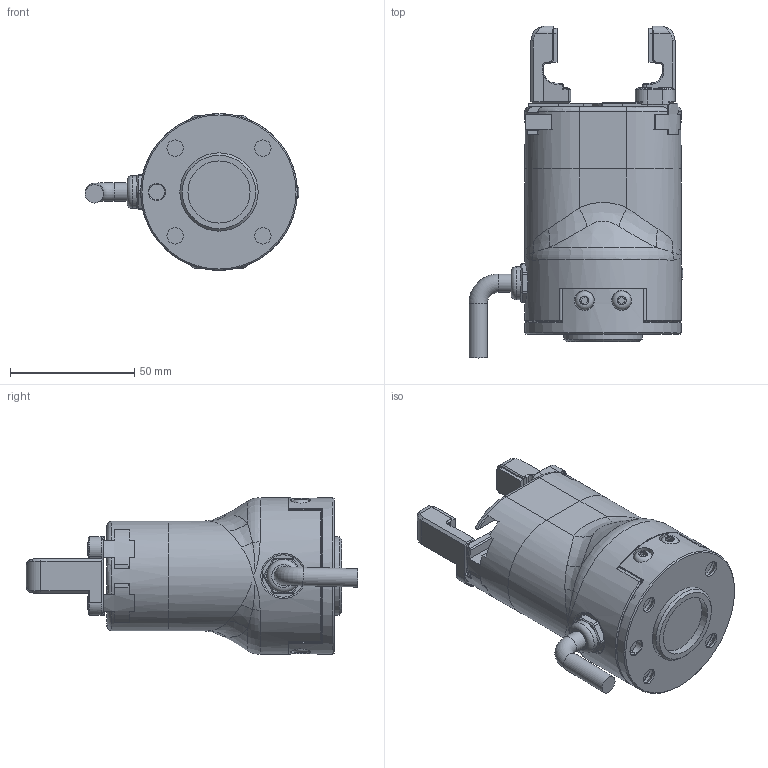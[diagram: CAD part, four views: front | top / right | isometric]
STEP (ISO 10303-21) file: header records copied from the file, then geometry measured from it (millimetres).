
FILE_DESCRIPTION (( 'STEP AP203' ), '1' );
FILE_NAME ('PGC50-20201119.STEP', '2020-11-19T09:29:32', ( '' ), ( '' ), 'SwSTEP 2.0', 'SolidWorks 2016', '' );
FILE_SCHEMA (( 'CONFIG_CONTROL_DESIGN' ));
Length unit declared in the file: millimetre
Products named in the file (9): FINGERHOLIDER;  BODY; FINGER; PGC50-20201119
Assembly tree (5 placements, depth 2):
  FINGERHOLIDER
  FINGER
  PGC50-20201119
     BODY
    FINGER  x2
    FINGERHOLIDER  x2
  FINGER
  FINGERHOLIDER
Bounding box: 86.1 x 133.59 x 63 mm (x, y, z)
Volume: 247052.2 mm3; surface area: 47847.9 mm2
Topology: 14 solids, 18 shells, 751 faces, 1772 edges, 1071 vertices
Faces by surface type: plane 373, cylinder 199, cone 116, bspline 29, torus 26, sphere 8
Full cylindrical faces by diameter (mm): 2.05 x4, 2.5 x6, 2.7 x4, 3 x10, 3.1 x4, 3.3 x4, 4 x4, 4.2 x4, 5 x5, 5.5 x4, 5.8 x4, 6.5 x4, 7.4 x3, 7.6 x4, 8 x4, 12.2 x4, 13.2 x1, 25 x1, 31.5 x1, 63 x2
Entity records: 18303 total; most frequent: CARTESIAN_POINT 5612, DIRECTION 2507, ORIENTED_EDGE 2278, EDGE_CURVE 1139, AXIS2_PLACEMENT_3D 970, VERTEX_POINT 755, EDGE_LOOP 716, FACE_OUTER_BOUND 627
